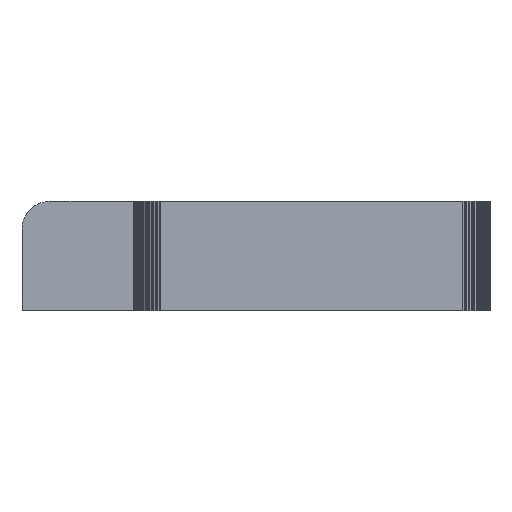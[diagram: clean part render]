
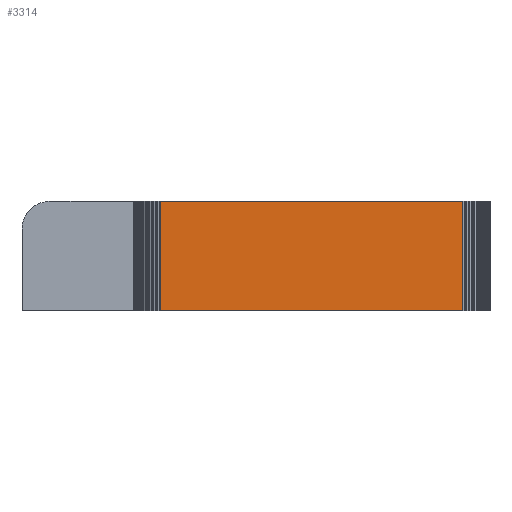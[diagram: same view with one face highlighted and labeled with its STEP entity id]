
A CAD part, front view. The second image highlights one B-rep face of the part: STEP entity #3314.
In plain terms, the highlighted planar face has unit normal (0, -1, 0).
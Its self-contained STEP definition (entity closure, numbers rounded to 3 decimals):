
#127 = VERTEX_POINT('',#128);
#128 = CARTESIAN_POINT('',(59.125,0.002,0.));
#134 = EDGE_CURVE('',#127,#135,#137,.T.);
#135 = VERTEX_POINT('',#136);
#136 = CARTESIAN_POINT('',(4.875,0.002,0.));
#137 = LINE('',#138,#139);
#138 = CARTESIAN_POINT('',(59.125,0.002,0.));
#139 = VECTOR('',#140,1.);
#140 = DIRECTION('',(-1.,0.,0.));
#1735 = VERTEX_POINT('',#1736);
#1736 = CARTESIAN_POINT('',(4.875,0.002,
    19.6));
#1742 = EDGE_CURVE('',#1735,#1743,#1745,.T.);
#1743 = VERTEX_POINT('',#1744);
#1744 = CARTESIAN_POINT('',(59.125,0.002,
    19.6));
#1745 = LINE('',#1746,#1747);
#1746 = CARTESIAN_POINT('',(4.875,0.002,
    19.6));
#1747 = VECTOR('',#1748,1.);
#1748 = DIRECTION('',(1.,0.,0.));
#3302 = EDGE_CURVE('',#1743,#127,#3303,.T.);
#3303 = LINE('',#3304,#3305);
#3304 = CARTESIAN_POINT('',(59.125,0.002,
    19.6));
#3305 = VECTOR('',#3306,1.);
#3306 = DIRECTION('',(0.,0.,-1.));
#3314 = ADVANCED_FACE('',(#3315),#3326,.T.);
#3315 = FACE_BOUND('',#3316,.T.);
#3316 = EDGE_LOOP('',(#3317,#3318,#3324,#3325));
#3317 = ORIENTED_EDGE('',*,*,#1742,.F.);
#3318 = ORIENTED_EDGE('',*,*,#3319,.F.);
#3319 = EDGE_CURVE('',#135,#1735,#3320,.T.);
#3320 = LINE('',#3321,#3322);
#3321 = CARTESIAN_POINT('',(4.875,0.002,0.));
#3322 = VECTOR('',#3323,1.);
#3323 = DIRECTION('',(0.,0.,1.));
#3324 = ORIENTED_EDGE('',*,*,#134,.F.);
#3325 = ORIENTED_EDGE('',*,*,#3302,.F.);
#3326 = PLANE('',#3327);
#3327 = AXIS2_PLACEMENT_3D('',#3328,#3329,#3330);
#3328 = CARTESIAN_POINT('',(32.,0.002,
    9.8));
#3329 = DIRECTION('',(-0.,-1.,-0.));
#3330 = DIRECTION('',(0.,0.,-1.));
